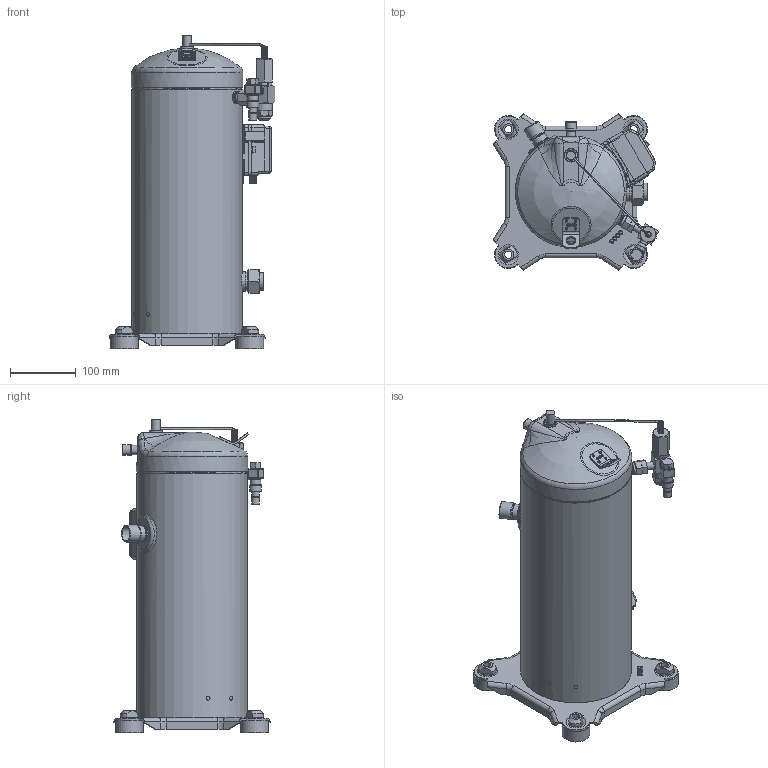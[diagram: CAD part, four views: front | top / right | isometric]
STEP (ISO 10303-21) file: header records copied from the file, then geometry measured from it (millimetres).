
FILE_DESCRIPTION(('TFLEX Exchange Step'),'2;1');
FILE_NAME('163 с DTC.stp', '2024-02-29T10:19:28+03:00',('RUCO3217'),('Unknown organisation'),'TFLEX Exchange 2024.0','T-FLEX CAD','Unknown authorisation');
FILE_SCHEMA( ('AP242_MANAGED_MODEL_BASED_3D_ENGINEERING_MIM_LF {1 0 10303 442 1 1 4 }') );
Length unit declared in the file: millimetre
Products named in the file (5): 801-0000-04_asm - Деталь 1; нужный DTC; гильза; Тело_14 - 031-0004-00; 163_
Assembly tree (4 placements, depth 2):
  163_
    801-0000-04_asm - Деталь 1
    нужный DTC
    гильза
    Тело_14 - 031-0004-00
Bounding box: 252.08 x 236.96 x 475.45 mm (x, y, z)
Volume: 1233855.8 mm3; surface area: 838485.5 mm2
Topology: 35 solids, 50 shells, 3139 faces, 8708 edges, 5833 vertices
Faces by surface type: plane 2019, cylinder 569, bspline 215, torus 150, cone 105, sphere 44, extrusion 37
Full cylindrical faces by diameter (mm): 0.2 x4, 0.46 x6, 2.1 x1, 2.975 x1, 3 x2, 3.18 x6, 3.2 x2, 3.5 x1, 3.731 x1, 4.2 x3, 4.5 x2, 5 x3, 5.5 x1, 6 x4, 7.5 x1, 8 x6, 8.8 x1, 9.2 x3, 9.5 x1, 10 x1, 10.4 x1, 10.88 x1, 11 x4, 11.1 x1, 11.2 x1, 11.3 x1, 11.5 x1, 11.55 x1, 12 x5, 12.5 x3
Entity records: 132392 total; most frequent: CARTESIAN_POINT 51416, ORIENTED_EDGE 17349, DIRECTION 15704, EDGE_CURVE 8690, VECTOR 5838, VERTEX_POINT 5833, LINE 5801, AXIS2_PLACEMENT_3D 4933
